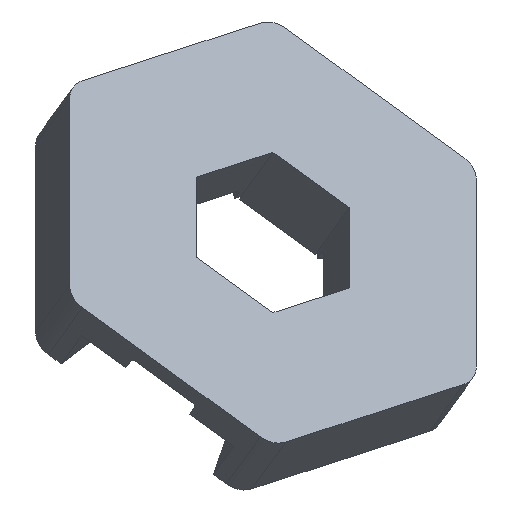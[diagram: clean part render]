
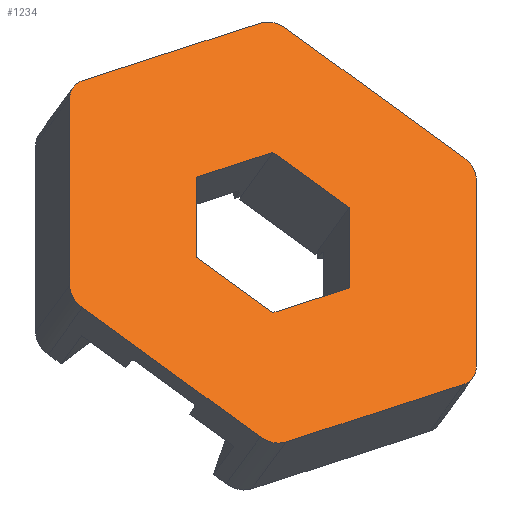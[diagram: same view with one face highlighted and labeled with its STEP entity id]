
A CAD part, top view. The second image highlights one B-rep face of the part: STEP entity #1234.
In plain terms, the highlighted planar face has unit normal (0.357, 0.491, 0.795).
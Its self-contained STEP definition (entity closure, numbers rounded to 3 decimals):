
#27=FACE_BOUND('',#193,.T.);
#61=PLANE('',#1343);
#121=FACE_OUTER_BOUND('',#192,.T.);
#192=EDGE_LOOP('',(#1012,#1013,#1014,#1015,#1016,#1017,#1018,#1019,#1020,
#1021,#1022,#1023));
#193=EDGE_LOOP('',(#1024,#1025,#1026,#1027,#1028,#1029));
#249=LINE('',#1790,#399);
#295=LINE('',#1897,#445);
#321=LINE('',#1959,#471);
#322=LINE('',#1963,#472);
#323=LINE('',#1967,#473);
#324=LINE('',#1971,#474);
#325=LINE('',#1974,#475);
#326=LINE('',#1977,#476);
#327=LINE('',#1978,#477);
#328=LINE('',#1980,#478);
#329=LINE('',#1982,#479);
#330=LINE('',#1983,#480);
#399=VECTOR('',#1444,10.);
#445=VECTOR('',#1536,10.);
#471=VECTOR('',#1592,10.);
#472=VECTOR('',#1595,10.);
#473=VECTOR('',#1598,10.);
#474=VECTOR('',#1601,10.);
#475=VECTOR('',#1604,10.);
#476=VECTOR('',#1605,10.);
#477=VECTOR('',#1606,10.);
#478=VECTOR('',#1607,10.);
#479=VECTOR('',#1608,10.);
#480=VECTOR('',#1609,10.);
#540=CIRCLE('',#1342,10.);
#541=CIRCLE('',#1344,10.);
#542=CIRCLE('',#1345,10.);
#543=CIRCLE('',#1346,10.);
#544=CIRCLE('',#1347,10.);
#545=CIRCLE('',#1348,10.);
#570=VERTEX_POINT('',#1787);
#571=VERTEX_POINT('',#1789);
#608=VERTEX_POINT('',#1894);
#609=VERTEX_POINT('',#1896);
#628=VERTEX_POINT('',#1952);
#629=VERTEX_POINT('',#1956);
#630=VERTEX_POINT('',#1958);
#631=VERTEX_POINT('',#1960);
#632=VERTEX_POINT('',#1962);
#633=VERTEX_POINT('',#1964);
#634=VERTEX_POINT('',#1966);
#635=VERTEX_POINT('',#1968);
#636=VERTEX_POINT('',#1970);
#637=VERTEX_POINT('',#1972);
#638=VERTEX_POINT('',#1975);
#639=VERTEX_POINT('',#1976);
#640=VERTEX_POINT('',#1979);
#641=VERTEX_POINT('',#1981);
#691=EDGE_CURVE('',#571,#570,#249,.T.);
#743=EDGE_CURVE('',#609,#608,#295,.T.);
#772=EDGE_CURVE('',#609,#628,#540,.T.);
#774=EDGE_CURVE('',#629,#608,#541,.T.);
#775=EDGE_CURVE('',#629,#630,#321,.T.);
#776=EDGE_CURVE('',#631,#630,#542,.T.);
#777=EDGE_CURVE('',#631,#632,#322,.T.);
#778=EDGE_CURVE('',#633,#632,#543,.T.);
#779=EDGE_CURVE('',#633,#634,#323,.T.);
#780=EDGE_CURVE('',#635,#634,#544,.T.);
#781=EDGE_CURVE('',#635,#636,#324,.T.);
#782=EDGE_CURVE('',#637,#636,#545,.T.);
#783=EDGE_CURVE('',#637,#628,#325,.T.);
#784=EDGE_CURVE('',#638,#639,#326,.T.);
#785=EDGE_CURVE('',#639,#571,#327,.T.);
#786=EDGE_CURVE('',#570,#640,#328,.T.);
#787=EDGE_CURVE('',#640,#641,#329,.T.);
#788=EDGE_CURVE('',#641,#638,#330,.T.);
#1012=ORIENTED_EDGE('',*,*,#772,.F.);
#1013=ORIENTED_EDGE('',*,*,#743,.T.);
#1014=ORIENTED_EDGE('',*,*,#774,.F.);
#1015=ORIENTED_EDGE('',*,*,#775,.T.);
#1016=ORIENTED_EDGE('',*,*,#776,.F.);
#1017=ORIENTED_EDGE('',*,*,#777,.T.);
#1018=ORIENTED_EDGE('',*,*,#778,.F.);
#1019=ORIENTED_EDGE('',*,*,#779,.T.);
#1020=ORIENTED_EDGE('',*,*,#780,.F.);
#1021=ORIENTED_EDGE('',*,*,#781,.T.);
#1022=ORIENTED_EDGE('',*,*,#782,.F.);
#1023=ORIENTED_EDGE('',*,*,#783,.T.);
#1024=ORIENTED_EDGE('',*,*,#784,.T.);
#1025=ORIENTED_EDGE('',*,*,#785,.T.);
#1026=ORIENTED_EDGE('',*,*,#691,.T.);
#1027=ORIENTED_EDGE('',*,*,#786,.T.);
#1028=ORIENTED_EDGE('',*,*,#787,.T.);
#1029=ORIENTED_EDGE('',*,*,#788,.T.);
#1234=ADVANCED_FACE('',(#121,#27),#61,.T.);
#1342=AXIS2_PLACEMENT_3D('',#1953,#1585,#1586);
#1343=AXIS2_PLACEMENT_3D('',#1955,#1588,#1589);
#1344=AXIS2_PLACEMENT_3D('',#1957,#1590,#1591);
#1345=AXIS2_PLACEMENT_3D('',#1961,#1593,#1594);
#1346=AXIS2_PLACEMENT_3D('',#1965,#1596,#1597);
#1347=AXIS2_PLACEMENT_3D('',#1969,#1599,#1600);
#1348=AXIS2_PLACEMENT_3D('',#1973,#1602,#1603);
#1444=DIRECTION('',(0.809,0.263,-0.526));
#1536=DIRECTION('',(0.,0.851,-0.526));
#1585=DIRECTION('center_axis',(-0.357,-0.491,-0.795));
#1586=DIRECTION('ref_axis',(0.809,-0.588,0.));
#1588=DIRECTION('center_axis',(0.357,0.491,0.795));
#1589=DIRECTION('ref_axis',(-0.809,0.588,0.));
#1590=DIRECTION('center_axis',(-0.357,-0.491,-0.795));
#1591=DIRECTION('ref_axis',(0.809,0.263,-0.526));
#1592=DIRECTION('',(-0.809,0.588,0.));
#1593=DIRECTION('center_axis',(-0.357,-0.491,-0.795));
#1594=DIRECTION('ref_axis',(0.,0.851,-0.526));
#1595=DIRECTION('',(-0.809,-0.263,0.526));
#1596=DIRECTION('center_axis',(-0.357,-0.491,-0.795));
#1597=DIRECTION('ref_axis',(-0.809,0.588,0.));
#1598=DIRECTION('',(0.,-0.851,0.526));
#1599=DIRECTION('center_axis',(-0.357,-0.491,-0.795));
#1600=DIRECTION('ref_axis',(-0.809,-0.263,0.526));
#1601=DIRECTION('',(0.809,-0.588,0.));
#1602=DIRECTION('center_axis',(-0.357,-0.491,-0.795));
#1603=DIRECTION('ref_axis',(0.,-0.851,0.526));
#1604=DIRECTION('',(0.809,0.263,-0.526));
#1605=DIRECTION('',(-0.809,0.588,0.));
#1606=DIRECTION('',(0.,0.851,-0.526));
#1607=DIRECTION('',(0.809,-0.588,0.));
#1608=DIRECTION('',(0.,-0.851,0.526));
#1609=DIRECTION('',(-0.809,-0.263,0.526));
#1787=CARTESIAN_POINT('',(-51.428,-41.317,20.935));
#1789=CARTESIAN_POINT('',(-79.453,-50.423,39.147));
#1790=CARTESIAN_POINT('',(-51.428,-41.317,20.935));
#1894=CARTESIAN_POINT('',(23.306,-51.413,-6.383));
#1896=CARTESIAN_POINT('',(23.306,-120.17,36.112));
#1897=CARTESIAN_POINT('',(23.306,-125.082,39.147));
#1952=CARTESIAN_POINT('',(18.635,-126.599,42.182));
#1953=CARTESIAN_POINT('Origin',(13.964,-118.294,39.147));
#1955=CARTESIAN_POINT('Origin',(-51.428,-70.784,39.147));
#1956=CARTESIAN_POINT('',(18.635,-43.108,-9.418));
#1957=CARTESIAN_POINT('Origin',(13.964,-49.537,-3.347));
#1958=CARTESIAN_POINT('',(-46.757,4.402,-9.418));
#1959=CARTESIAN_POINT('',(23.306,-46.502,-9.418));
#1960=CARTESIAN_POINT('',(-56.099,6.278,-6.383));
#1961=CARTESIAN_POINT('Origin',(-51.428,-2.027,-3.347));
#1962=CARTESIAN_POINT('',(-121.491,-14.969,36.112));
#1963=CARTESIAN_POINT('',(-51.428,7.795,-9.418));
#1964=CARTESIAN_POINT('',(-126.162,-21.398,42.182));
#1965=CARTESIAN_POINT('Origin',(-116.82,-23.274,39.147));
#1966=CARTESIAN_POINT('',(-126.162,-90.156,84.677));
#1967=CARTESIAN_POINT('',(-126.162,-16.487,39.147));
#1968=CARTESIAN_POINT('',(-121.491,-98.46,87.712));
#1969=CARTESIAN_POINT('Origin',(-116.82,-92.031,81.641));
#1970=CARTESIAN_POINT('',(-56.099,-145.97,87.712));
#1971=CARTESIAN_POINT('',(-126.162,-95.067,87.712));
#1972=CARTESIAN_POINT('',(-46.757,-147.846,84.677));
#1973=CARTESIAN_POINT('Origin',(-51.428,-139.542,81.641));
#1974=CARTESIAN_POINT('',(-51.428,-149.364,87.712));
#1975=CARTESIAN_POINT('',(-51.428,-100.252,57.359));
#1976=CARTESIAN_POINT('',(-79.453,-79.89,57.359));
#1977=CARTESIAN_POINT('',(-79.453,-79.89,57.359));
#1978=CARTESIAN_POINT('',(-79.453,-50.423,39.147));
#1979=CARTESIAN_POINT('',(-23.403,-61.678,20.935));
#1980=CARTESIAN_POINT('',(-23.403,-61.678,20.935));
#1981=CARTESIAN_POINT('',(-23.403,-91.146,39.147));
#1982=CARTESIAN_POINT('',(-23.403,-91.146,39.147));
#1983=CARTESIAN_POINT('',(-51.428,-100.252,57.359));
